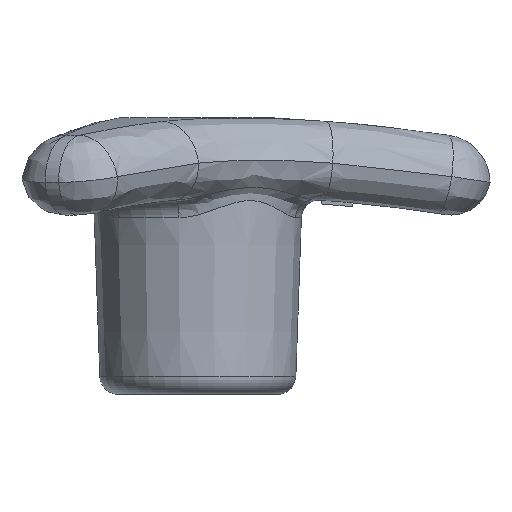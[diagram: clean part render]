
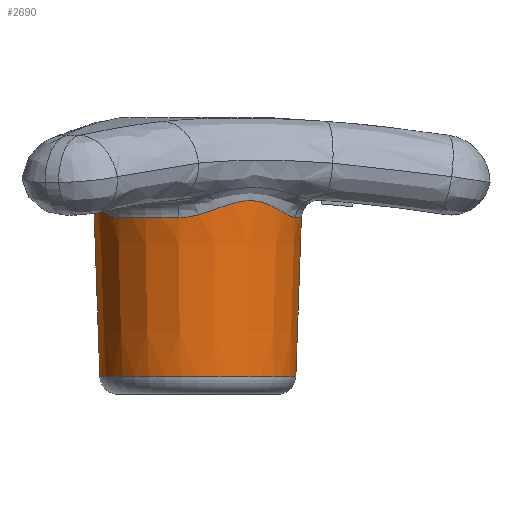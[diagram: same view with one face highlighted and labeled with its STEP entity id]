
A CAD part, front view. The second image highlights one B-rep face of the part: STEP entity #2690.
In plain terms, the highlighted conical face has half-angle 2 degrees and reference radius 10.5 mm.
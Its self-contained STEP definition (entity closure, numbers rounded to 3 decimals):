
#71=B_SPLINE_CURVE_WITH_KNOTS('',3,(#6771,#6772,#6773,#6774,#6775,#6776,
#6777,#6778,#6779,#6780,#6781),.UNSPECIFIED.,.F.,.F.,(4,1,1,1,1,1,1,1,4),
(0.,0.002,0.004,0.006,0.008,
0.01,0.012,0.014,0.017),
 .UNSPECIFIED.);
#73=B_SPLINE_CURVE_WITH_KNOTS('',3,(#6835,#6836,#6837,#6838,#6839,#6840,
#6841,#6842,#6843,#6844,#6845),.UNSPECIFIED.,.F.,.F.,(4,1,1,1,1,1,1,1,4),
(0.,0.002,0.004,0.006,0.008,
0.01,0.012,0.014,0.016),
 .UNSPECIFIED.);
#77=B_SPLINE_CURVE_WITH_KNOTS('',3,(#6899,#6900,#6901,#6902,#6903,#6904,
#6905,#6906,#6907,#6908,#6909),.UNSPECIFIED.,.F.,.F.,(4,1,1,1,1,1,1,1,4),
(0.,0.002,0.004,0.006,0.008,
0.01,0.012,0.014,0.017),
 .UNSPECIFIED.);
#851=ORIENTED_EDGE('',*,*,#1154,.T.);
#852=ORIENTED_EDGE('',*,*,#1153,.T.);
#853=ORIENTED_EDGE('',*,*,#1152,.T.);
#854=ORIENTED_EDGE('',*,*,#1149,.T.);
#855=ORIENTED_EDGE('',*,*,#1147,.T.);
#856=ORIENTED_EDGE('',*,*,#1146,.T.);
#857=ORIENTED_EDGE('',*,*,#1144,.T.);
#1144=EDGE_CURVE('',#1335,#1336,#71,.T.);
#1146=EDGE_CURVE('',#1337,#1335,#1501,.T.);
#1147=EDGE_CURVE('',#1338,#1337,#73,.T.);
#1149=EDGE_CURVE('',#1339,#1338,#1502,.T.);
#1152=EDGE_CURVE('',#1340,#1339,#77,.T.);
#1153=EDGE_CURVE('',#1336,#1340,#1503,.T.);
#1154=EDGE_CURVE('',#1341,#1341,#1504,.F.);
#1335=VERTEX_POINT('',#6764);
#1336=VERTEX_POINT('',#6770);
#1337=VERTEX_POINT('',#6788);
#1338=VERTEX_POINT('',#6846);
#1339=VERTEX_POINT('',#6854);
#1340=VERTEX_POINT('',#6898);
#1341=VERTEX_POINT('',#6914);
#1501=CIRCLE('',#2927,11.165);
#1502=CIRCLE('',#2929,11.165);
#1503=CIRCLE('',#2931,11.165);
#1504=CIRCLE('',#2933,10.567);
#1625=EDGE_LOOP('',(#851));
#1626=EDGE_LOOP('',(#852,#853,#854,#855,#856,#857));
#1758=FACE_BOUND('',#1625,.T.);
#1759=FACE_BOUND('',#1626,.T.);
#1780=CONICAL_SURFACE('',#2932,10.5,0.035);
#2690=ADVANCED_FACE('',(#1758,#1759),#1780,.T.);
#2927=AXIS2_PLACEMENT_3D('',#6789,#3446,#3447);
#2929=AXIS2_PLACEMENT_3D('',#6853,#3450,#3451);
#2931=AXIS2_PLACEMENT_3D('',#6911,#3454,#3455);
#2932=AXIS2_PLACEMENT_3D('',#6912,#3456,#3457);
#2933=AXIS2_PLACEMENT_3D('',#6913,#3458,#3459);
#3446=DIRECTION('',(0.,0.,-1.));
#3447=DIRECTION('',(-1.,0.,0.));
#3450=DIRECTION('',(0.,0.,-1.));
#3451=DIRECTION('',(-1.,0.,0.));
#3454=DIRECTION('',(0.,0.,-1.));
#3455=DIRECTION('',(-1.,0.,0.));
#3456=DIRECTION('',(0.,0.,1.));
#3457=DIRECTION('',(1.,0.,0.));
#3458=DIRECTION('',(0.,0.,-1.));
#3459=DIRECTION('',(-1.,0.,0.));
#6764=CARTESIAN_POINT('',(-2.046,10.976,19.05));
#6770=CARTESIAN_POINT('',(10.529,3.716,19.05));
#6771=CARTESIAN_POINT('',(-2.046,10.976,19.05));
#6772=CARTESIAN_POINT('',(-1.367,11.103,19.05));
#6773=CARTESIAN_POINT('',(-0.007,11.232,19.283));
#6774=CARTESIAN_POINT('',(1.918,11.086,19.954));
#6775=CARTESIAN_POINT('',(3.786,10.625,20.661));
#6776=CARTESIAN_POINT('',(5.656,9.782,21.019));
#6777=CARTESIAN_POINT('',(7.331,8.571,20.652));
#6778=CARTESIAN_POINT('',(8.645,7.199,19.951));
#6779=CARTESIAN_POINT('',(9.745,5.584,19.276));
#6780=CARTESIAN_POINT('',(10.299,4.368,19.05));
#6781=CARTESIAN_POINT('',(10.529,3.716,19.05));
#6788=CARTESIAN_POINT('',(-8.483,7.26,19.05));
#6789=CARTESIAN_POINT('',(0.,0.,19.05));
#6835=CARTESIAN_POINT('',(-8.483,-7.26,19.05));
#6836=CARTESIAN_POINT('',(-8.931,-6.736,19.05));
#6837=CARTESIAN_POINT('',(-9.709,-5.645,19.277));
#6838=CARTESIAN_POINT('',(-10.556,-3.891,19.95));
#6839=CARTESIAN_POINT('',(-11.089,-2.061,20.652));
#6840=CARTESIAN_POINT('',(-11.298,-0.023,21.018));
#6841=CARTESIAN_POINT('',(-11.098,2.021,20.665));
#6842=CARTESIAN_POINT('',(-10.56,3.881,19.955));
#6843=CARTESIAN_POINT('',(-9.73,5.612,19.286));
#6844=CARTESIAN_POINT('',(-8.933,6.734,19.05));
#6845=CARTESIAN_POINT('',(-8.483,7.26,19.05));
#6846=CARTESIAN_POINT('',(-8.483,-7.26,19.05));
#6853=CARTESIAN_POINT('',(0.,0.,19.05));
#6854=CARTESIAN_POINT('',(-2.046,-10.976,19.05));
#6898=CARTESIAN_POINT('',(10.529,-3.717,19.05));
#6899=CARTESIAN_POINT('',(10.529,-3.717,19.05));
#6900=CARTESIAN_POINT('',(10.299,-4.368,19.05));
#6901=CARTESIAN_POINT('',(9.731,-5.61,19.283));
#6902=CARTESIAN_POINT('',(8.642,-7.204,19.954));
#6903=CARTESIAN_POINT('',(7.308,-8.592,20.661));
#6904=CARTESIAN_POINT('',(5.643,-9.789,21.019));
#6905=CARTESIAN_POINT('',(3.757,-10.635,20.652));
#6906=CARTESIAN_POINT('',(1.912,-11.087,19.951));
#6907=CARTESIAN_POINT('',(-0.037,-11.231,19.276));
#6908=CARTESIAN_POINT('',(-1.366,-11.103,19.05));
#6909=CARTESIAN_POINT('',(-2.046,-10.976,19.05));
#6911=CARTESIAN_POINT('',(0.,0.,19.05));
#6912=CARTESIAN_POINT('',(0.,0.,0.));
#6913=CARTESIAN_POINT('',(0.,0.,1.93));
#6914=CARTESIAN_POINT('',(-10.567,0.,1.93));
